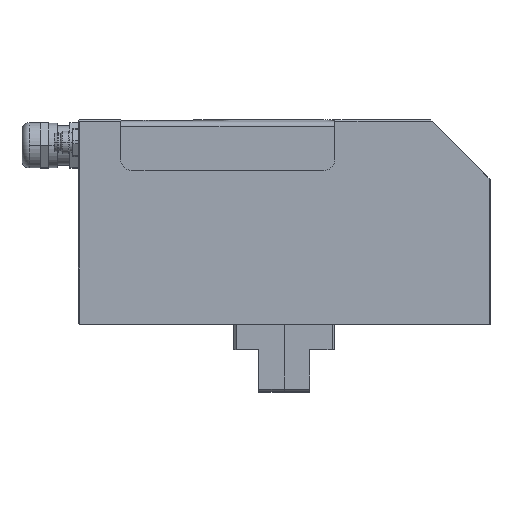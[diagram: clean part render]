
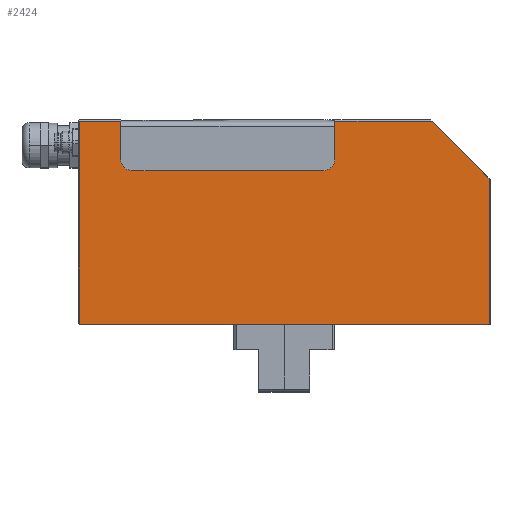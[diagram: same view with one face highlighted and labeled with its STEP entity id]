
A CAD part, top view. The second image highlights one B-rep face of the part: STEP entity #2424.
In plain terms, the highlighted planar face has unit normal (0, 0, 1).
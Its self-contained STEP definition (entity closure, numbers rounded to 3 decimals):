
#2142 = EDGE_CURVE( '', #3278, #3964, #6239, .T. );
#2424 = ADVANCED_FACE( '', ( #6551 ), #6552, .T. );
#2754 = EDGE_CURVE( '', #5230, #4160, #6913, .T. );
#2954 = VERTEX_POINT( '', #7129 );
#3278 = VERTEX_POINT( '', #7491 );
#3378 = EDGE_CURVE( '', #3964, #3584, #7605, .T. );
#3488 = EDGE_CURVE( '', #3894, #5230, #7724, .T. );
#3584 = VERTEX_POINT( '', #7832 );
#3894 = VERTEX_POINT( '', #8190 );
#3904 = EDGE_CURVE( '', #5004, #3278, #8201, .T. );
#3964 = VERTEX_POINT( '', #8266 );
#4070 = VERTEX_POINT( '', #8387 );
#4078 = EDGE_CURVE( '', #3584, #2954, #8395, .T. );
#4154 = EDGE_CURVE( '', #4070, #5536, #8482, .T. );
#4160 = VERTEX_POINT( '', #8488 );
#4264 = EDGE_CURVE( '', #5536, #5004, #8611, .T. );
#4444 = EDGE_CURVE( '', #5040, #3894, #8812, .T. );
#5004 = VERTEX_POINT( '', #9432 );
#5040 = VERTEX_POINT( '', #9472 );
#5230 = VERTEX_POINT( '', #9688 );
#5296 = EDGE_CURVE( '', #4160, #4070, #9757, .T. );
#5536 = VERTEX_POINT( '', #10029 );
#5582 = EDGE_CURVE( '', #2954, #5040, #10080, .T. );
#6239 = LINE( '', #10820, #10821 );
#6551 = FACE_OUTER_BOUND( '', #11254, .T. );
#6552 = PLANE( '', #11255 );
#6913 = LINE( '', #11757, #11758 );
#7129 = CARTESIAN_POINT( '', ( -54., -18., 25. ) );
#7491 = CARTESIAN_POINT( '', ( 18., -0.5, 25. ) );
#7605 = CIRCLE( '', #12683, 4. );
#7724 = LINE( '', #12837, #12838 );
#7832 = CARTESIAN_POINT( '', ( 14., -18., 25. ) );
#8190 = CARTESIAN_POINT( '', ( -58., -0.5, 25. ) );
#8201 = LINE( '', #13476, #13477 );
#8266 = CARTESIAN_POINT( '', ( 18., -14., 25. ) );
#8387 = CARTESIAN_POINT( '', ( 72.646, -72.5, 25. ) );
#8395 = LINE( '', #13748, #13749 );
#8482 = LINE( '', #13865, #13866 );
#8488 = CARTESIAN_POINT( '', ( -72.646, -72.5, 25. ) );
#8611 = LINE( '', #14021, #14022 );
#8812 = LINE( '', #14288, #14289 );
#9432 = CARTESIAN_POINT( '', ( 52.5, -0.5, 25. ) );
#9472 = CARTESIAN_POINT( '', ( -58., -14., 25. ) );
#9688 = CARTESIAN_POINT( '', ( -72.646, -0.5, 25. ) );
#9757 = LINE( '', #15582, #15583 );
#10029 = CARTESIAN_POINT( '', ( 72.646, -20.646, 25. ) );
#10080 = CIRCLE( '', #16016, 4. );
#10820 = CARTESIAN_POINT( '', ( 18., -18.125, 25. ) );
#10821 = VECTOR( '', #16927, 1. );
#11254 = EDGE_LOOP( '', ( #17294, #17295, #17296, #17297, #17298, #17299, #17300, #17301, #17302, #17303, #17304 ) );
#11255 = AXIS2_PLACEMENT_3D( '', #17305, #17306, #17307 );
#11757 = CARTESIAN_POINT( '', ( -72.646, -18.125, 25. ) );
#11758 = VECTOR( '', #17721, 1. );
#12683 = AXIS2_PLACEMENT_3D( '', #18512, #18513, #18514 );
#12837 = CARTESIAN_POINT( '', ( 36.5, -0.5, 25. ) );
#12838 = VECTOR( '', #18625, 1. );
#13476 = CARTESIAN_POINT( '', ( 36.5, -0.5, 25. ) );
#13477 = VECTOR( '', #19189, 1. );
#13748 = CARTESIAN_POINT( '', ( -27., -18., 25. ) );
#13749 = VECTOR( '', #19408, 1. );
#13865 = CARTESIAN_POINT( '', ( 72.646, -18.125, 25. ) );
#13866 = VECTOR( '', #19535, 1. );
#14021 = CARTESIAN_POINT( '', ( 73., -21., 25. ) );
#14022 = VECTOR( '', #19728, 1. );
#14288 = CARTESIAN_POINT( '', ( -58., -18.125, 25. ) );
#14289 = VECTOR( '', #19972, 1. );
#15582 = CARTESIAN_POINT( '', ( -73., -72.5, 25. ) );
#15583 = VECTOR( '', #21044, 1. );
#16016 = AXIS2_PLACEMENT_3D( '', #21426, #21427, #21428 );
#16927 = DIRECTION( '', ( 0., -1., 0. ) );
#17294 = ORIENTED_EDGE( '', *, *, #2754, .T. );
#17295 = ORIENTED_EDGE( '', *, *, #5296, .T. );
#17296 = ORIENTED_EDGE( '', *, *, #4154, .T. );
#17297 = ORIENTED_EDGE( '', *, *, #4264, .T. );
#17298 = ORIENTED_EDGE( '', *, *, #3904, .T. );
#17299 = ORIENTED_EDGE( '', *, *, #2142, .T. );
#17300 = ORIENTED_EDGE( '', *, *, #3378, .T. );
#17301 = ORIENTED_EDGE( '', *, *, #4078, .T. );
#17302 = ORIENTED_EDGE( '', *, *, #5582, .T. );
#17303 = ORIENTED_EDGE( '', *, *, #4444, .T. );
#17304 = ORIENTED_EDGE( '', *, *, #3488, .T. );
#17305 = CARTESIAN_POINT( '', ( 0., -36.25, 25. ) );
#17306 = DIRECTION( '', ( 0., 0., 1. ) );
#17307 = DIRECTION( '', ( 1., 0., 0. ) );
#17721 = DIRECTION( '', ( 0., -1., 0. ) );
#18512 = CARTESIAN_POINT( '', ( 14., -14., 25. ) );
#18513 = DIRECTION( '', ( 0., 0., -1. ) );
#18514 = DIRECTION( '', ( 0., -1., 0. ) );
#18625 = DIRECTION( '', ( -1., 0., 0. ) );
#19189 = DIRECTION( '', ( -1., 0., 0. ) );
#19408 = DIRECTION( '', ( -1., 0., 0. ) );
#19535 = DIRECTION( '', ( 0., 1., 0. ) );
#19728 = DIRECTION( '', ( -0.707, 0.707, 0. ) );
#19972 = DIRECTION( '', ( 0., 1., 0. ) );
#21044 = DIRECTION( '', ( 1., 0., 0. ) );
#21426 = CARTESIAN_POINT( '', ( -54., -14., 25. ) );
#21427 = DIRECTION( '', ( 0., 0., -1. ) );
#21428 = DIRECTION( '', ( -1., 0., 0. ) );
